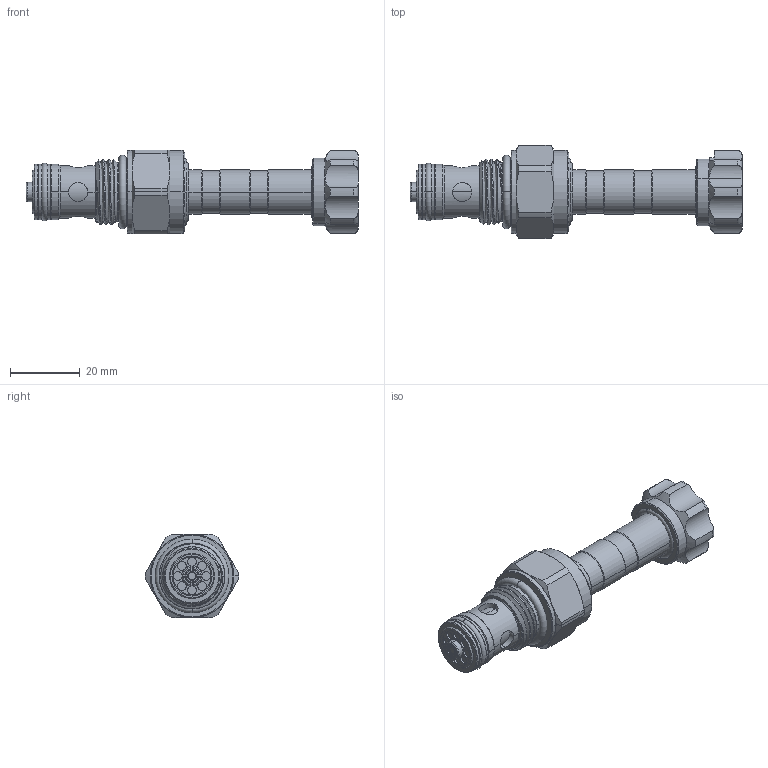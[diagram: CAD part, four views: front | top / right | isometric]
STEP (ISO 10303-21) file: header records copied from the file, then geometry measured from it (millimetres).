
FILE_DESCRIPTION (( 'STEP AP203' ), '1' );
FILE_NAME ('EP19E2A12N05.STEP', '2016-08-25T02:32:25', ( '' ), ( '' ), 'SwSTEP 2.0', 'SolidWorks 2012', '' );
FILE_SCHEMA (( 'CONFIG_CONTROL_DESIGN' ));
Length unit declared in the file: millimetre
Products named in the file (1): EP19E2A12N05
Bounding box: 95.15 x 26.7 x 24 mm (x, y, z)
Volume: 22523.6 mm3; surface area: 8498.5 mm2
Topology: 2 solids, 5 shells, 266 faces, 630 edges, 394 vertices
Faces by surface type: cylinder 124, cone 57, plane 44, torus 38, bspline 3
Entity records: 10309 total; most frequent: CARTESIAN_POINT 4036, DIRECTION 1384, ORIENTED_EDGE 1260, EDGE_CURVE 630, AXIS2_PLACEMENT_3D 606, VERTEX_POINT 394, CIRCLE 342, EDGE_LOOP 296
